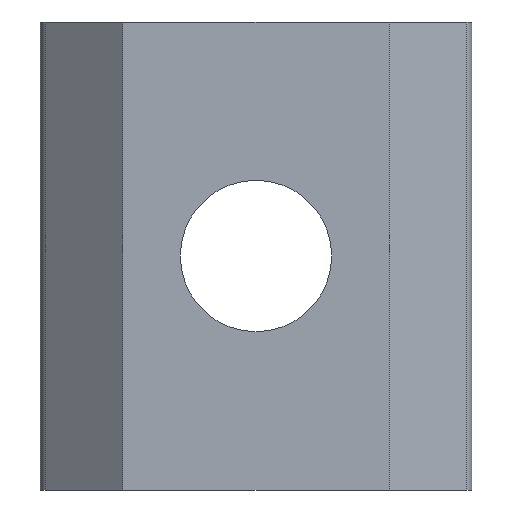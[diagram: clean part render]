
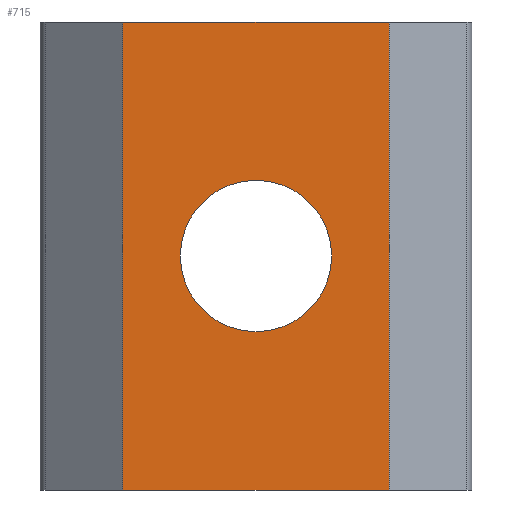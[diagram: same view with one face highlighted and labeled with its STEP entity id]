
A CAD part, front view. The second image highlights one B-rep face of the part: STEP entity #715.
In plain terms, the highlighted planar face has unit normal (0, -1, 0).
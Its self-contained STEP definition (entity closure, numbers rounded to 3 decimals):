
#14 = AXIS2_PLACEMENT_3D ( 'NONE', #634, #386, #263 ) ;
#35 = CARTESIAN_POINT ( 'NONE',  ( -2.9, -2.25, 5.1 ) ) ;
#38 = DIRECTION ( 'NONE',  ( 0., 1., 0. ) ) ;
#49 = EDGE_CURVE ( 'NONE', #418, #677, #257, .T. ) ;
#60 = ORIENTED_EDGE ( 'NONE', *, *, #738, .T. ) ;
#99 = DIRECTION ( 'NONE',  ( 1., 0., 0. ) ) ;
#112 = PLANE ( 'NONE',  #259 ) ;
#148 = DIRECTION ( 'NONE',  ( 0., 0., -1. ) ) ;
#159 = AXIS2_PLACEMENT_3D ( 'NONE', #628, #264, #826 ) ;
#206 = VECTOR ( 'NONE', #148, 1000. ) ;
#214 = VECTOR ( 'NONE', #99, 1000. ) ;
#220 = LINE ( 'NONE', #472, #563 ) ;
#222 = ORIENTED_EDGE ( 'NONE', *, *, #704, .F. ) ;
#233 = LINE ( 'NONE', #682, #777 ) ;
#243 = CARTESIAN_POINT ( 'NONE',  ( 2.9, -2.25, 5.1 ) ) ;
#257 = CIRCLE ( 'NONE', #14, 1.65 ) ;
#259 = AXIS2_PLACEMENT_3D ( 'NONE', #372, #38, #303 ) ;
#263 = DIRECTION ( 'NONE',  ( -1., 0., 0. ) ) ;
#264 = DIRECTION ( 'NONE',  ( 0., 1., 0. ) ) ;
#275 = EDGE_CURVE ( 'NONE', #615, #355, #233, .T. ) ;
#303 = DIRECTION ( 'NONE',  ( -1., 0., 0. ) ) ;
#336 = CARTESIAN_POINT ( 'NONE',  ( 1.65, -2.25, 0. ) ) ;
#352 = CARTESIAN_POINT ( 'NONE',  ( -2.9, -2.25, -5.1 ) ) ;
#355 = VERTEX_POINT ( 'NONE', #402 ) ;
#364 = ORIENTED_EDGE ( 'NONE', *, *, #460, .F. ) ;
#372 = CARTESIAN_POINT ( 'NONE',  ( 2.9, -2.25, 5.1 ) ) ;
#386 = DIRECTION ( 'NONE',  ( 0., 1., 0. ) ) ;
#401 = VERTEX_POINT ( 'NONE', #719 ) ;
#402 = CARTESIAN_POINT ( 'NONE',  ( 2.9, -2.25, -5.1 ) ) ;
#418 = VERTEX_POINT ( 'NONE', #336 ) ;
#422 = ORIENTED_EDGE ( 'NONE', *, *, #275, .T. ) ;
#433 = FACE_BOUND ( 'NONE', #734, .T. ) ;
#455 = CIRCLE ( 'NONE', #159, 1.65 ) ;
#460 = EDGE_CURVE ( 'NONE', #667, #355, #220, .T. ) ;
#472 = CARTESIAN_POINT ( 'NONE',  ( 2.9, -2.25, 5.1 ) ) ;
#506 = DIRECTION ( 'NONE',  ( 1., 0., 0. ) ) ;
#520 = EDGE_CURVE ( 'NONE', #401, #615, #741, .T. ) ;
#563 = VECTOR ( 'NONE', #673, 1000. ) ;
#612 = CARTESIAN_POINT ( 'NONE',  ( -1.65, -2.25, 0. ) ) ;
#615 = VERTEX_POINT ( 'NONE', #352 ) ;
#628 = CARTESIAN_POINT ( 'NONE',  ( 0., -2.25, 0. ) ) ;
#634 = CARTESIAN_POINT ( 'NONE',  ( 0., -2.25, 0. ) ) ;
#667 = VERTEX_POINT ( 'NONE', #243 ) ;
#671 = ORIENTED_EDGE ( 'NONE', *, *, #520, .T. ) ;
#673 = DIRECTION ( 'NONE',  ( 0., 0., -1. ) ) ;
#674 = LINE ( 'NONE', #792, #214 ) ;
#677 = VERTEX_POINT ( 'NONE', #612 ) ;
#682 = CARTESIAN_POINT ( 'NONE',  ( 2.9, -2.25, -5.1 ) ) ;
#683 = ORIENTED_EDGE ( 'NONE', *, *, #49, .T. ) ;
#686 = FACE_OUTER_BOUND ( 'NONE', #779, .T. ) ;
#704 = EDGE_CURVE ( 'NONE', #401, #667, #674, .T. ) ;
#715 = ADVANCED_FACE ( 'NONE', ( #433, #686 ), #112, .F. ) ;
#719 = CARTESIAN_POINT ( 'NONE',  ( -2.9, -2.25, 5.1 ) ) ;
#734 = EDGE_LOOP ( 'NONE', ( #60, #683 ) ) ;
#738 = EDGE_CURVE ( 'NONE', #677, #418, #455, .T. ) ;
#741 = LINE ( 'NONE', #35, #206 ) ;
#777 = VECTOR ( 'NONE', #506, 1000. ) ;
#779 = EDGE_LOOP ( 'NONE', ( #422, #364, #222, #671 ) ) ;
#792 = CARTESIAN_POINT ( 'NONE',  ( 2.9, -2.25, 5.1 ) ) ;
#826 = DIRECTION ( 'NONE',  ( -1., 0., 0. ) ) ;
